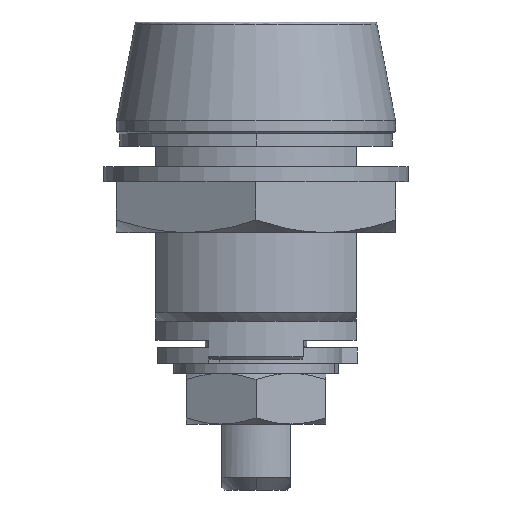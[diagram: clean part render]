
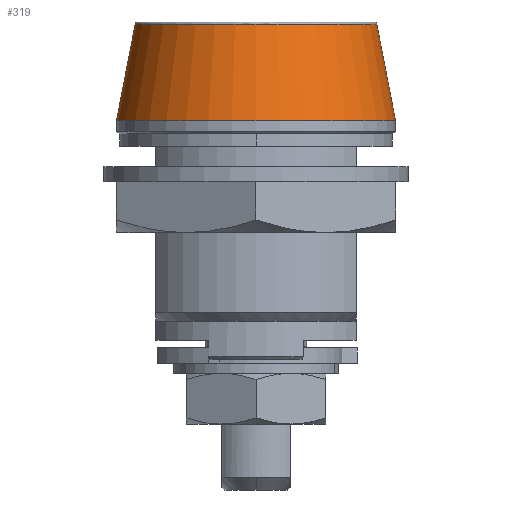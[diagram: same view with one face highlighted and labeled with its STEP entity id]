
A CAD part, front view. The second image highlights one B-rep face of the part: STEP entity #319.
In plain terms, the highlighted free-form (B-spline) face has degree [2, 1] with [5, 2] control points.
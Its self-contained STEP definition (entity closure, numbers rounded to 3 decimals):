
#319=ADVANCED_FACE('',(#1032),#1031,.T.);
#1031=( BOUNDED_SURFACE() B_SPLINE_SURFACE( 2,1,((#2610,#2611),(#2612,#2613),(#2614,#2615),(#2616,#2617),(#2618,#2619)), .UNSPECIFIED.,.F.,.F.,.F.) B_SPLINE_SURFACE_WITH_KNOTS((3,2,3),(2,2),(0.,0.5,1.),(0.,1.), .UNSPECIFIED. ) GEOMETRIC_REPRESENTATION_ITEM() RATIONAL_B_SPLINE_SURFACE(((1.,1.),(0.707,0.707),(1.,1.),(0.707,0.707),(1.,1.))) REPRESENTATION_ITEM('') SURFACE() );
#1032=FACE_OUTER_BOUND('',#2620,.T.);
#2610=CARTESIAN_POINT('',(9.531,0.,2.338));
#2611=CARTESIAN_POINT('',(11.,0.,-5.3));
#2612=CARTESIAN_POINT('',(9.531,-9.531,2.338));
#2613=CARTESIAN_POINT('',(11.,-11.,-5.3));
#2614=CARTESIAN_POINT('',(0.,-9.531,2.338));
#2615=CARTESIAN_POINT('',(0.,-11.,-5.3));
#2616=CARTESIAN_POINT('',(-9.531,-9.531,2.338));
#2617=CARTESIAN_POINT('',(-11.,-11.,-5.3));
#2618=CARTESIAN_POINT('',(-9.531,0.,2.338));
#2619=CARTESIAN_POINT('',(-11.,0.,-5.3));
#2620=EDGE_LOOP('',(#3568,#3569,#3570,#3571));
#3568=ORIENTED_EDGE('',*,*,#4294,.T.);
#3569=ORIENTED_EDGE('',*,*,#4296,.F.);
#3570=ORIENTED_EDGE('',*,*,#4286,.T.);
#3571=ORIENTED_EDGE('',*,*,#4297,.T.);
#4286=EDGE_CURVE('',#5603,#5604,#5605,.T.);
#4294=EDGE_CURVE('',#5637,#5644,#5657,.T.);
#4296=EDGE_CURVE('',#5603,#5644,#5669,.T.);
#4297=EDGE_CURVE('',#5604,#5637,#5675,.T.);
#5603=VERTEX_POINT('',#8069);
#5604=VERTEX_POINT('',#8070);
#5605=CIRCLE('',#8074,9.531);
#5637=VERTEX_POINT('',#8092);
#5644=VERTEX_POINT('',#8095);
#5657=CIRCLE('',#8105,11.);
#5669=(BOUNDED_CURVE() B_SPLINE_CURVE(1,(#8110,#8111),.UNSPECIFIED.,.F.,.F.) B_SPLINE_CURVE_WITH_KNOTS((2,2),(0.,1.),.UNSPECIFIED.) CURVE() GEOMETRIC_REPRESENTATION_ITEM() RATIONAL_B_SPLINE_CURVE((1.,1.)) REPRESENTATION_ITEM('') );
#5675=(BOUNDED_CURVE() B_SPLINE_CURVE(1,(#8112,#8113),.UNSPECIFIED.,.F.,.F.) B_SPLINE_CURVE_WITH_KNOTS((2,2),(0.,1.),.UNSPECIFIED.) CURVE() GEOMETRIC_REPRESENTATION_ITEM() RATIONAL_B_SPLINE_CURVE((0.75,0.75)) REPRESENTATION_ITEM('') );
#8069=CARTESIAN_POINT('',(9.531,0.,2.338));
#8070=CARTESIAN_POINT('',(-9.531,0.,2.338));
#8071=CARTESIAN_POINT('',(0.,0.,2.338));
#8072=DIRECTION('',(0.,0.,-1.));
#8073=DIRECTION('',(-1.,0.,0.));
#8074=AXIS2_PLACEMENT_3D('',#8071,#8072,#8073);
#8092=CARTESIAN_POINT('',(-11.,0.,-5.3));
#8095=CARTESIAN_POINT('',(11.,0.,-5.3));
#8102=CARTESIAN_POINT('',(0.,0.,-5.3));
#8103=DIRECTION('',(0.,0.,1.));
#8104=DIRECTION('',(-1.,0.,0.));
#8105=AXIS2_PLACEMENT_3D('',#8102,#8103,#8104);
#8110=CARTESIAN_POINT('',(9.531,0.,2.338));
#8111=CARTESIAN_POINT('',(11.,0.,-5.3));
#8112=CARTESIAN_POINT('',(-9.531,0.,2.338));
#8113=CARTESIAN_POINT('',(-11.,0.,-5.3));
